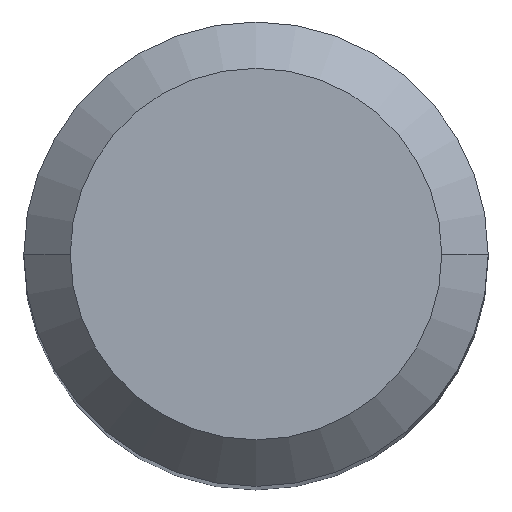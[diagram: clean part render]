
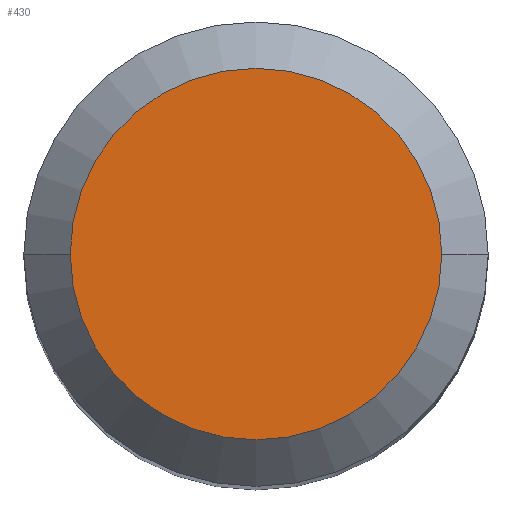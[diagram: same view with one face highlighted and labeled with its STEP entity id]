
A CAD part, top view. The second image highlights one B-rep face of the part: STEP entity #430.
In plain terms, the highlighted planar face has unit normal (0, 0, 1).
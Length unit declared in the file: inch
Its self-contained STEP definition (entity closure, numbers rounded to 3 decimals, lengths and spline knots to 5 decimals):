
#7 = DIRECTION ( 'NONE',  ( -1., 0., 0. ) ) ;
#24 = DIRECTION ( 'NONE',  ( 1., 0., 0. ) ) ;
#52 = FACE_OUTER_BOUND ( 'NONE', #103, .T. ) ;
#85 = CARTESIAN_POINT ( 'NONE',  ( 0., 0., 0. ) ) ;
#96 = CARTESIAN_POINT ( 'NONE',  ( -0.126, 0., 0. ) ) ;
#100 = ORIENTED_EDGE ( 'NONE', *, *, #187, .T. ) ;
#103 = EDGE_LOOP ( 'NONE', ( #330, #100 ) ) ;
#127 = DIRECTION ( 'NONE',  ( 0., 0., -1. ) ) ;
#187 = EDGE_CURVE ( 'NONE', #436, #360, #434, .T. ) ;
#193 = DIRECTION ( 'NONE',  ( 0., 0., 1. ) ) ;
#232 = CARTESIAN_POINT ( 'NONE',  ( 0., 0., 0. ) ) ;
#235 = EDGE_CURVE ( 'NONE', #360, #436, #406, .T. ) ;
#241 = CARTESIAN_POINT ( 'NONE',  ( 0.126, 0., 0. ) ) ;
#286 = AXIS2_PLACEMENT_3D ( 'NONE', #85, #127, #7 ) ;
#297 = AXIS2_PLACEMENT_3D ( 'NONE', #232, #193, #340 ) ;
#330 = ORIENTED_EDGE ( 'NONE', *, *, #235, .T. ) ;
#340 = DIRECTION ( 'NONE',  ( 1., 0., 0. ) ) ;
#360 = VERTEX_POINT ( 'NONE', #96 ) ;
#364 = CARTESIAN_POINT ( 'NONE',  ( 0., 0., 0. ) ) ;
#406 = CIRCLE ( 'NONE', #297, 0.126 ) ;
#428 = PLANE ( 'NONE',  #286 ) ;
#430 = ADVANCED_FACE ( 'NONE', ( #52 ), #428, .F. ) ;
#434 = CIRCLE ( 'NONE', #443, 0.126 ) ;
#436 = VERTEX_POINT ( 'NONE', #241 ) ;
#443 = AXIS2_PLACEMENT_3D ( 'NONE', #364, #445, #24 ) ;
#445 = DIRECTION ( 'NONE',  ( 0., 0., 1. ) ) ;
